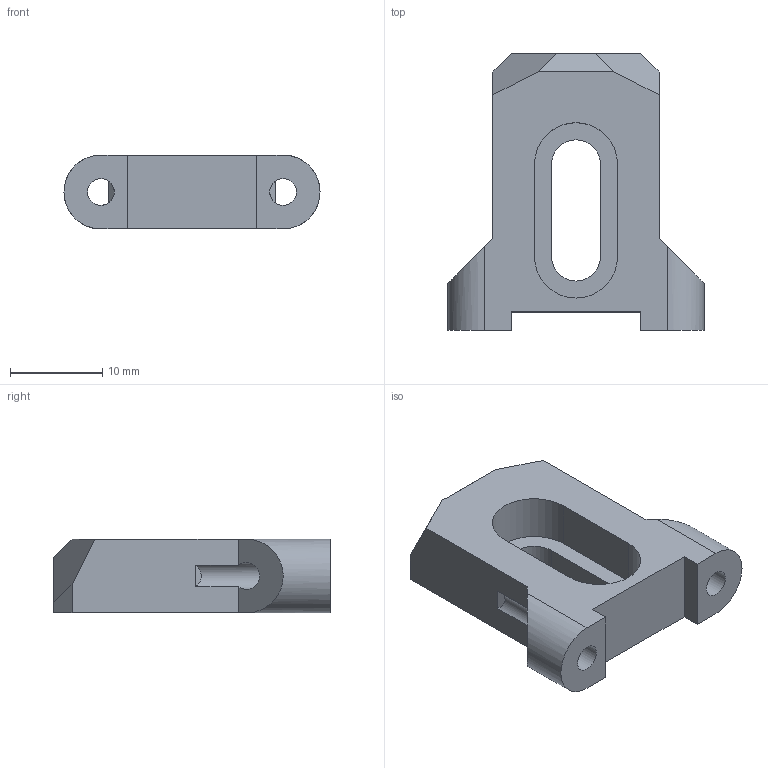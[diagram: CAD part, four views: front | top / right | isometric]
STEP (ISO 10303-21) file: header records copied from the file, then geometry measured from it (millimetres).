
FILE_DESCRIPTION(/* description */ (''),/* implementation_level */ '2;1');
FILE_NAME(/* name */ 'y_max_endstop_slider_3.1.step',/* time_stamp */ '2022-06-06T22:56:33+01:00',/* author */ (''),/* organization */ (''),/* preprocessor_version */ 'ST-DEVELOPER v19',/* originating_system */ 'Autodesk Translation Framework v11.7.0.108',/* authorisation */ '');
FILE_SCHEMA (('AUTOMOTIVE_DESIGN { 1 0 10303 214 3 1 1 }'));
Length unit declared in the file: millimetre
Products named in the file (1): y_max_endstop_slider_3.1
Bounding box: 27.75 x 30 x 8 mm (x, y, z)
Volume: 3351.5 mm3; surface area: 2284.9 mm2
Topology: 1 solids, 1 shells, 34 faces, 99 edges, 66 vertices
Faces by surface type: plane 26, cylinder 8
Full cylindrical faces by diameter (mm): 2.9 x2
Entity records: 1172 total; most frequent: CARTESIAN_POINT 200, ORIENTED_EDGE 198, DIRECTION 193, EDGE_CURVE 99, LINE 75, VECTOR 75, VERTEX_POINT 66, AXIS2_PLACEMENT_3D 59
